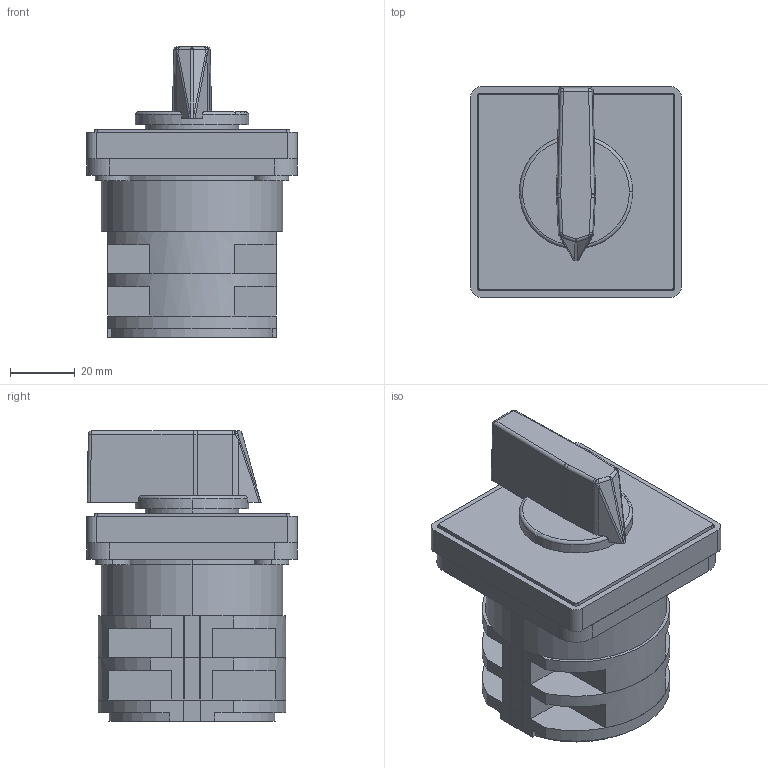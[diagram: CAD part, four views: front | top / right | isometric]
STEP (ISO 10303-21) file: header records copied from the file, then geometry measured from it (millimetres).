
FILE_DESCRIPTION (( 'STEP AP214' ), '1' );
FILE_NAME ('Ñáîðêà 2 êîíòàêòíûõ ðÿäà.STEP', '2025-05-28T04:39:49', ( '' ), ( '' ), 'SwSTEP 2.0', 'SolidWorks 2022', '' );
FILE_SCHEMA (( 'AUTOMOTIVE_DESIGN' ));
Length unit declared in the file: millimetre
Products named in the file (10): Сборка 2 контактных ряда; Рычаг 40; Экран; Сборка Рычаг; Ось; Квадрат; Бобышка для экрана; контактный вверх; контактный низ; Проставка экрана
Assembly tree (10 placements, depth 3):
  Сборка 2 контактных ряда
    Сборка Рычаг
      Рычаг 40
      Экран
      Бобышка для экрана
      Проставка экрана
      Ось
      Квадрат
    контактный вверх  x2
    контактный низ
Bounding box: 65 x 65 x 89.6 mm (x, y, z)
Volume: 172031.6 mm3; surface area: 70264.2 mm2
Topology: 15 solids, 15 shells, 410 faces, 1038 edges, 683 vertices
Faces by surface type: plane 254, cylinder 128, bspline 12, torus 8, cone 4, sphere 4
Entity records: 11528 total; most frequent: CARTESIAN_POINT 2192, DIRECTION 1868, ORIENTED_EDGE 1824, EDGE_CURVE 912, AXIS2_PLACEMENT_3D 627, LINE 614, VECTOR 614, VERTEX_POINT 599
